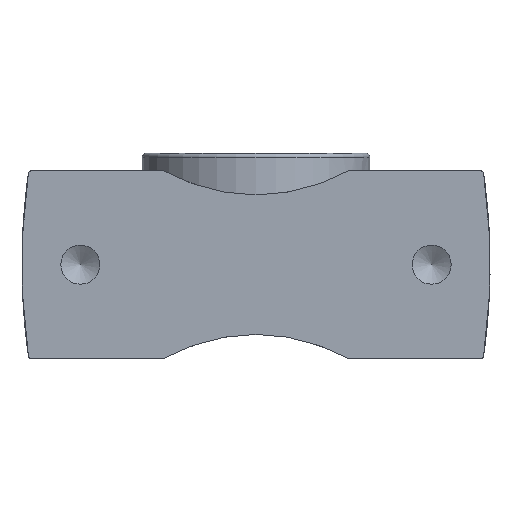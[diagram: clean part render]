
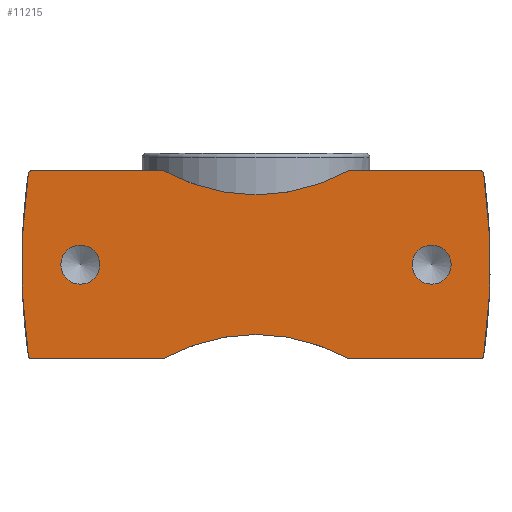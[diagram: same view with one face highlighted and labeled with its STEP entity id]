
A CAD part, front view. The second image highlights one B-rep face of the part: STEP entity #11215.
In plain terms, the highlighted face is planar.
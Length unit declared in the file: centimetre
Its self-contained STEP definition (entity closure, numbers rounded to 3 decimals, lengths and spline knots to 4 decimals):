
#3378=CARTESIAN_POINT('',(-0.5296,-4.765,0.));
#3379=VERTEX_POINT('',#3378);
#3389=CARTESIAN_POINT('',(0.5296,-4.765,0.));
#3390=VERTEX_POINT('',#3389);
#3391=CARTESIAN_POINT('',(0.,-4.765,0.));
#3392=DIRECTION('',(0.,0.,1.));
#3393=DIRECTION('',(1.,0.,-0.));
#3394=AXIS2_PLACEMENT_3D('',#3391,#3392,#3393);
#3395=CIRCLE('',#3394,0.5296);
#3396=EDGE_CURVE('',#3390,#3379,#3395,.T.);
#3398=CARTESIAN_POINT('',(0.,-4.765,0.));
#3399=DIRECTION('',(0.,0.,1.));
#3400=DIRECTION('',(1.,0.,-0.));
#3401=AXIS2_PLACEMENT_3D('',#3398,#3399,#3400);
#3402=CIRCLE('',#3401,0.5296);
#3403=EDGE_CURVE('',#3379,#3390,#3402,.T.);
#3448=CARTESIAN_POINT('',(-0.5296,4.765,0.));
#3449=VERTEX_POINT('',#3448);
#3459=CARTESIAN_POINT('',(0.5296,4.765,0.));
#3460=VERTEX_POINT('',#3459);
#3461=CARTESIAN_POINT('',(0.,4.765,0.));
#3462=DIRECTION('',(0.,0.,1.));
#3463=DIRECTION('',(1.,0.,-0.));
#3464=AXIS2_PLACEMENT_3D('',#3461,#3462,#3463);
#3465=CIRCLE('',#3464,0.5296);
#3466=EDGE_CURVE('',#3460,#3449,#3465,.T.);
#3468=CARTESIAN_POINT('',(0.,4.765,0.));
#3469=DIRECTION('',(0.,0.,1.));
#3470=DIRECTION('',(1.,0.,-0.));
#3471=AXIS2_PLACEMENT_3D('',#3468,#3469,#3470);
#3472=CIRCLE('',#3471,0.5296);
#3473=EDGE_CURVE('',#3449,#3460,#3472,.T.);
#6222=CARTESIAN_POINT('',(-2.4736,-6.1747,0.));
#6223=VERTEX_POINT('',#6222);
#6230=CARTESIAN_POINT('',(2.4736,-6.1747,0.));
#6231=VERTEX_POINT('',#6230);
#6232=CARTESIAN_POINT('',(-0.,11.194,0.));
#6233=DIRECTION('',(0.,0.,-1.));
#6234=DIRECTION('',(1.,0.,0.));
#6235=AXIS2_PLACEMENT_3D('',#6232,#6233,#6234);
#6236=CIRCLE('',#6235,17.544);
#6237=EDGE_CURVE('',#6231,#6223,#6236,.T.);
#8139=CARTESIAN_POINT('',(2.55,-6.0867,0.));
#8140=VERTEX_POINT('',#8139);
#8147=CARTESIAN_POINT('',(2.55,-2.5,0.));
#8148=VERTEX_POINT('',#8147);
#8149=CARTESIAN_POINT('',(2.55,12351.1637,0.));
#8150=DIRECTION('',(0.,-1.,0.));
#8151=VECTOR('',#8150,24690.);
#8152=LINE('',#8149,#8151);
#8153=EDGE_CURVE('',#8148,#8140,#8152,.T.);
#8171=CARTESIAN_POINT('',(2.4611,-6.0867,0.));
#8172=DIRECTION('',(0.,0.,1.));
#8173=DIRECTION('',(0.755,-0.655,0.));
#8174=AXIS2_PLACEMENT_3D('',#8171,#8172,#8173);
#8175=CIRCLE('',#8174,0.0889);
#8176=EDGE_CURVE('',#6231,#8140,#8175,.T.);
#10598=CARTESIAN_POINT('',(-2.55,-6.0867,0.));
#10599=VERTEX_POINT('',#10598);
#10606=CARTESIAN_POINT('',(-2.4611,-6.0867,0.));
#10607=DIRECTION('',(0.,0.,1.));
#10608=DIRECTION('',(-0.755,-0.655,0.));
#10609=AXIS2_PLACEMENT_3D('',#10606,#10607,#10608);
#10610=CIRCLE('',#10609,0.0889);
#10611=EDGE_CURVE('',#10599,#6223,#10610,.T.);
#10623=CARTESIAN_POINT('',(-2.55,-2.5,0.));
#10624=VERTEX_POINT('',#10623);
#10631=CARTESIAN_POINT('',(-2.55,12351.1637,0.));
#10632=DIRECTION('',(0.,-1.,0.));
#10633=VECTOR('',#10632,24690.);
#10634=LINE('',#10631,#10633);
#10635=EDGE_CURVE('',#10624,#10599,#10634,.T.);
#10646=CARTESIAN_POINT('',(-1.8923,-0.,0.));
#10647=VERTEX_POINT('',#10646);
#10658=CARTESIAN_POINT('',(-2.55,2.5,0.));
#10659=VERTEX_POINT('',#10658);
#10666=CARTESIAN_POINT('',(-6.9723,0.,0.));
#10667=DIRECTION('',(0.,0.,1.));
#10668=DIRECTION('',(-1.,0.,0.));
#10669=AXIS2_PLACEMENT_3D('',#10666,#10667,#10668);
#10670=CIRCLE('',#10669,5.08);
#10671=EDGE_CURVE('',#10647,#10659,#10670,.T.);
#10712=CARTESIAN_POINT('',(-2.55,6.0867,0.));
#10713=VERTEX_POINT('',#10712);
#10720=CARTESIAN_POINT('',(-2.55,12351.1637,0.));
#10721=DIRECTION('',(0.,-1.,0.));
#10722=VECTOR('',#10721,24690.);
#10723=LINE('',#10720,#10722);
#10724=EDGE_CURVE('',#10713,#10659,#10723,.T.);
#10736=CARTESIAN_POINT('',(-2.4736,6.1747,0.));
#10737=VERTEX_POINT('',#10736);
#10744=CARTESIAN_POINT('',(-2.4611,6.0867,0.));
#10745=DIRECTION('',(0.,0.,1.));
#10746=DIRECTION('',(-0.755,0.655,0.));
#10747=AXIS2_PLACEMENT_3D('',#10744,#10745,#10746);
#10748=CIRCLE('',#10747,0.0889);
#10749=EDGE_CURVE('',#10737,#10713,#10748,.T.);
#11098=CARTESIAN_POINT('',(2.55,6.0867,0.));
#11099=VERTEX_POINT('',#11098);
#11106=CARTESIAN_POINT('',(2.4736,6.1747,0.));
#11107=VERTEX_POINT('',#11106);
#11108=CARTESIAN_POINT('',(2.4611,6.0867,0.));
#11109=DIRECTION('',(0.,-0.,1.));
#11110=DIRECTION('',(0.755,0.655,0.));
#11111=AXIS2_PLACEMENT_3D('',#11108,#11109,#11110);
#11112=CIRCLE('',#11111,0.0889);
#11113=EDGE_CURVE('',#11099,#11107,#11112,.T.);
#11130=CARTESIAN_POINT('',(2.55,2.5,0.));
#11131=VERTEX_POINT('',#11130);
#11138=CARTESIAN_POINT('',(2.55,12351.1637,0.));
#11139=DIRECTION('',(0.,-1.,0.));
#11140=VECTOR('',#11139,24690.);
#11141=LINE('',#11138,#11140);
#11142=EDGE_CURVE('',#11099,#11131,#11141,.T.);
#11160=CARTESIAN_POINT('',(1.2618,3.1346,0.));
#11161=DIRECTION('',(0.,0.,1.));
#11162=DIRECTION('',(1.,0.,0.));
#11163=AXIS2_PLACEMENT_3D('',#11160,#11161,#11162);
#11164=PLANE('',#11163);
#11165=ORIENTED_EDGE('',*,*,#3396,.T.);
#11166=ORIENTED_EDGE('',*,*,#3403,.T.);
#11167=EDGE_LOOP('',(#11165,#11166));
#11168=FACE_BOUND('',#11167,.T.);
#11169=ORIENTED_EDGE('',*,*,#3466,.T.);
#11170=ORIENTED_EDGE('',*,*,#3473,.T.);
#11171=EDGE_LOOP('',(#11169,#11170));
#11172=FACE_BOUND('',#11171,.T.);
#11173=ORIENTED_EDGE('',*,*,#11113,.F.);
#11174=ORIENTED_EDGE('',*,*,#11142,.T.);
#11175=CARTESIAN_POINT('',(1.8923,0.,0.));
#11176=VERTEX_POINT('',#11175);
#11177=CARTESIAN_POINT('',(6.9723,0.,0.));
#11178=DIRECTION('',(0.,0.,1.));
#11179=DIRECTION('',(1.,0.,-0.));
#11180=AXIS2_PLACEMENT_3D('',#11177,#11178,#11179);
#11181=CIRCLE('',#11180,5.08);
#11182=EDGE_CURVE('',#11131,#11176,#11181,.T.);
#11183=ORIENTED_EDGE('',*,*,#11182,.T.);
#11184=CARTESIAN_POINT('',(6.9723,0.,0.));
#11185=DIRECTION('',(0.,0.,1.));
#11186=DIRECTION('',(1.,0.,-0.));
#11187=AXIS2_PLACEMENT_3D('',#11184,#11185,#11186);
#11188=CIRCLE('',#11187,5.08);
#11189=EDGE_CURVE('',#11176,#8148,#11188,.T.);
#11190=ORIENTED_EDGE('',*,*,#11189,.T.);
#11191=ORIENTED_EDGE('',*,*,#8153,.T.);
#11192=ORIENTED_EDGE('',*,*,#8176,.F.);
#11193=ORIENTED_EDGE('',*,*,#6237,.T.);
#11194=ORIENTED_EDGE('',*,*,#10611,.F.);
#11195=ORIENTED_EDGE('',*,*,#10635,.F.);
#11196=CARTESIAN_POINT('',(-6.9723,0.,0.));
#11197=DIRECTION('',(0.,0.,1.));
#11198=DIRECTION('',(-1.,0.,0.));
#11199=AXIS2_PLACEMENT_3D('',#11196,#11197,#11198);
#11200=CIRCLE('',#11199,5.08);
#11201=EDGE_CURVE('',#10624,#10647,#11200,.T.);
#11202=ORIENTED_EDGE('',*,*,#11201,.T.);
#11203=ORIENTED_EDGE('',*,*,#10671,.T.);
#11204=ORIENTED_EDGE('',*,*,#10724,.F.);
#11205=ORIENTED_EDGE('',*,*,#10749,.F.);
#11206=CARTESIAN_POINT('',(0.,-11.194,0.));
#11207=DIRECTION('',(0.,0.,-1.));
#11208=DIRECTION('',(-1.,0.,0.));
#11209=AXIS2_PLACEMENT_3D('',#11206,#11207,#11208);
#11210=CIRCLE('',#11209,17.544);
#11211=EDGE_CURVE('',#10737,#11107,#11210,.T.);
#11212=ORIENTED_EDGE('',*,*,#11211,.T.);
#11213=EDGE_LOOP('',(#11173,#11174,#11183,#11190,#11191,#11192,#11193,#11194,#11195,#11202,#11203,#11204,#11205,#11212));
#11214=FACE_BOUND('',#11213,.T.);
#11215=ADVANCED_FACE('',(#11168,#11172,#11214),#11164,.F.);
